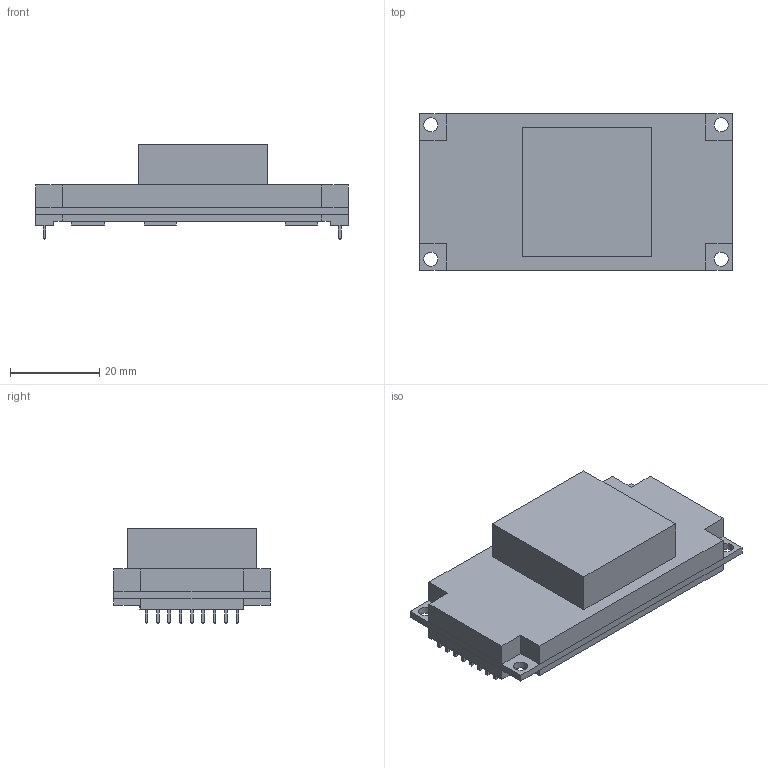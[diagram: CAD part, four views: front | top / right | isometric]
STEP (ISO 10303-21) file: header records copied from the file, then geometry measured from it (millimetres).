
FILE_DESCRIPTION(('FreeCAD Model'),'2;1');
FILE_NAME('Ag5800.step','2019-03-14T14:41:35',('Author'),(''), 'Open CASCADE STEP processor 7.2','FreeCAD','Unknown');
FILE_SCHEMA(('AUTOMOTIVE_DESIGN { 1 0 10303 214 1 1 1 1 }'));
Length unit declared in the file: millimetre
Products named in the file (1): Chamfer
Bounding box: 70 x 35.03 x 21.14 mm (x, y, z)
Volume: 26906.7 mm3; surface area: 7977.4 mm2
Topology: 1 solids, 1 shells, 224 faces, 516 edges, 316 vertices
Faces by surface type: plane 220, cylinder 4
Full cylindrical faces by diameter (mm): 3.16 x4
Entity records: 12841 total; most frequent: CARTESIAN_POINT 2089, DIRECTION 2006, LINE 1532, VECTOR 1532, ORIENTED_EDGE 1032, PCURVE 1032, DEFINITIONAL_REPRESENTATION 1032, EDGE_CURVE 516
